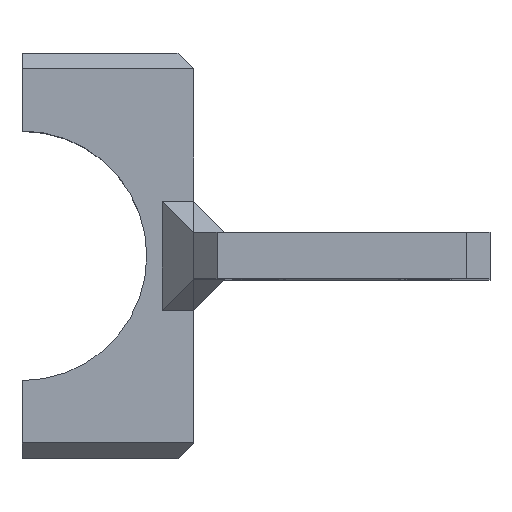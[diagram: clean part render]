
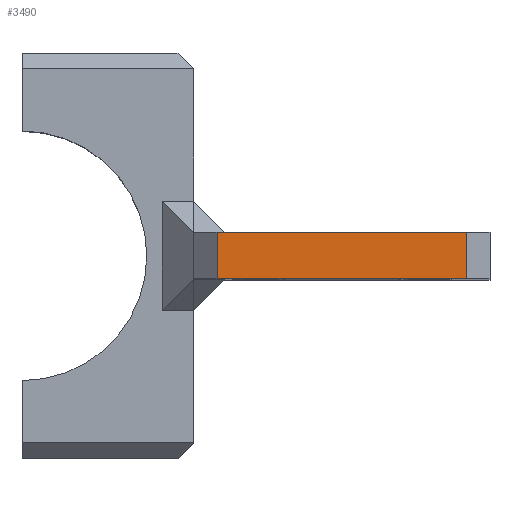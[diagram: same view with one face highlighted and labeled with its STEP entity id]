
A CAD part, top view. The second image highlights one B-rep face of the part: STEP entity #3490.
In plain terms, the highlighted planar face has unit normal (0, 0, 1).
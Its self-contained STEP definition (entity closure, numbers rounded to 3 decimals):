
#628 = PLANE('',#629);
#629 = AXIS2_PLACEMENT_3D('',#630,#631,#632);
#630 = CARTESIAN_POINT('',(22.,-3.,-62.));
#631 = DIRECTION('',(0.,1.,0.));
#632 = DIRECTION('',(0.,0.,1.));
#1795 = VERTEX_POINT('',#1796);
#1796 = CARTESIAN_POINT('',(25.,-3.,50.));
#1810 = PLANE('',#1811);
#1811 = AXIS2_PLACEMENT_3D('',#1812,#1813,#1814);
#1812 = CARTESIAN_POINT('',(23.5,-3.,48.5));
#1813 = DIRECTION('',(0.707,0.,-0.707));
#1814 = DIRECTION('',(0.,1.,0.));
#1822 = EDGE_CURVE('',#1795,#1823,#1825,.T.);
#1823 = VERTEX_POINT('',#1824);
#1824 = CARTESIAN_POINT('',(57.,-3.,50.));
#1825 = SURFACE_CURVE('',#1826,(#1830,#1837),.PCURVE_S1.);
#1826 = LINE('',#1827,#1828);
#1827 = CARTESIAN_POINT('',(22.,-3.,50.));
#1828 = VECTOR('',#1829,1.);
#1829 = DIRECTION('',(1.,0.,0.));
#1830 = PCURVE('',#628,#1831);
#1831 = DEFINITIONAL_REPRESENTATION('',(#1832),#1836);
#1832 = LINE('',#1833,#1834);
#1833 = CARTESIAN_POINT('',(112.,0.));
#1834 = VECTOR('',#1835,1.);
#1835 = DIRECTION('',(0.,1.));
#1836 = ( GEOMETRIC_REPRESENTATION_CONTEXT(2) 
PARAMETRIC_REPRESENTATION_CONTEXT() REPRESENTATION_CONTEXT('2D SPACE',''
  ) );
#1837 = PCURVE('',#1838,#1843);
#1838 = PLANE('',#1839);
#1839 = AXIS2_PLACEMENT_3D('',#1840,#1841,#1842);
#1840 = CARTESIAN_POINT('',(22.,-3.,50.));
#1841 = DIRECTION('',(0.,0.,1.));
#1842 = DIRECTION('',(1.,0.,0.));
#1843 = DEFINITIONAL_REPRESENTATION('',(#1844),#1848);
#1844 = LINE('',#1845,#1846);
#1845 = CARTESIAN_POINT('',(0.,0.));
#1846 = VECTOR('',#1847,1.);
#1847 = DIRECTION('',(1.,0.));
#1848 = ( GEOMETRIC_REPRESENTATION_CONTEXT(2) 
PARAMETRIC_REPRESENTATION_CONTEXT() REPRESENTATION_CONTEXT('2D SPACE',''
  ) );
#1866 = PLANE('',#1867);
#1867 = AXIS2_PLACEMENT_3D('',#1868,#1869,#1870);
#1868 = CARTESIAN_POINT('',(58.5,-3.,48.5));
#1869 = DIRECTION('',(0.707,0.,0.707));
#1870 = DIRECTION('',(0.,-1.,0.));
#2897 = PLANE('',#2898);
#2898 = AXIS2_PLACEMENT_3D('',#2899,#2900,#2901);
#2899 = CARTESIAN_POINT('',(22.,3.,-62.));
#2900 = DIRECTION('',(0.,1.,0.));
#2901 = DIRECTION('',(0.,0.,1.));
#3399 = VERTEX_POINT('',#3400);
#3400 = CARTESIAN_POINT('',(25.,3.,50.));
#3421 = EDGE_CURVE('',#1795,#3399,#3422,.T.);
#3422 = SURFACE_CURVE('',#3423,(#3427,#3434),.PCURVE_S1.);
#3423 = LINE('',#3424,#3425);
#3424 = CARTESIAN_POINT('',(25.,-3.,50.));
#3425 = VECTOR('',#3426,1.);
#3426 = DIRECTION('',(0.,1.,0.));
#3427 = PCURVE('',#1810,#3428);
#3428 = DEFINITIONAL_REPRESENTATION('',(#3429),#3433);
#3429 = LINE('',#3430,#3431);
#3430 = CARTESIAN_POINT('',(0.,2.121));
#3431 = VECTOR('',#3432,1.);
#3432 = DIRECTION('',(1.,0.));
#3433 = ( GEOMETRIC_REPRESENTATION_CONTEXT(2) 
PARAMETRIC_REPRESENTATION_CONTEXT() REPRESENTATION_CONTEXT('2D SPACE',''
  ) );
#3434 = PCURVE('',#1838,#3435);
#3435 = DEFINITIONAL_REPRESENTATION('',(#3436),#3440);
#3436 = LINE('',#3437,#3438);
#3437 = CARTESIAN_POINT('',(3.,0.));
#3438 = VECTOR('',#3439,1.);
#3439 = DIRECTION('',(0.,1.));
#3440 = ( GEOMETRIC_REPRESENTATION_CONTEXT(2) 
PARAMETRIC_REPRESENTATION_CONTEXT() REPRESENTATION_CONTEXT('2D SPACE',''
  ) );
#3490 = ADVANCED_FACE('',(#3491),#1838,.T.);
#3491 = FACE_BOUND('',#3492,.T.);
#3492 = EDGE_LOOP('',(#3493,#3516,#3517,#3518));
#3493 = ORIENTED_EDGE('',*,*,#3494,.F.);
#3494 = EDGE_CURVE('',#3399,#3495,#3497,.T.);
#3495 = VERTEX_POINT('',#3496);
#3496 = CARTESIAN_POINT('',(57.,3.,50.));
#3497 = SURFACE_CURVE('',#3498,(#3502,#3509),.PCURVE_S1.);
#3498 = LINE('',#3499,#3500);
#3499 = CARTESIAN_POINT('',(22.,3.,50.));
#3500 = VECTOR('',#3501,1.);
#3501 = DIRECTION('',(1.,0.,0.));
#3502 = PCURVE('',#1838,#3503);
#3503 = DEFINITIONAL_REPRESENTATION('',(#3504),#3508);
#3504 = LINE('',#3505,#3506);
#3505 = CARTESIAN_POINT('',(0.,6.));
#3506 = VECTOR('',#3507,1.);
#3507 = DIRECTION('',(1.,0.));
#3508 = ( GEOMETRIC_REPRESENTATION_CONTEXT(2) 
PARAMETRIC_REPRESENTATION_CONTEXT() REPRESENTATION_CONTEXT('2D SPACE',''
  ) );
#3509 = PCURVE('',#2897,#3510);
#3510 = DEFINITIONAL_REPRESENTATION('',(#3511),#3515);
#3511 = LINE('',#3512,#3513);
#3512 = CARTESIAN_POINT('',(112.,0.));
#3513 = VECTOR('',#3514,1.);
#3514 = DIRECTION('',(0.,1.));
#3515 = ( GEOMETRIC_REPRESENTATION_CONTEXT(2) 
PARAMETRIC_REPRESENTATION_CONTEXT() REPRESENTATION_CONTEXT('2D SPACE',''
  ) );
#3516 = ORIENTED_EDGE('',*,*,#3421,.F.);
#3517 = ORIENTED_EDGE('',*,*,#1822,.T.);
#3518 = ORIENTED_EDGE('',*,*,#3519,.T.);
#3519 = EDGE_CURVE('',#1823,#3495,#3520,.T.);
#3520 = SURFACE_CURVE('',#3521,(#3525,#3532),.PCURVE_S1.);
#3521 = LINE('',#3522,#3523);
#3522 = CARTESIAN_POINT('',(57.,-3.,50.));
#3523 = VECTOR('',#3524,1.);
#3524 = DIRECTION('',(0.,1.,0.));
#3525 = PCURVE('',#1838,#3526);
#3526 = DEFINITIONAL_REPRESENTATION('',(#3527),#3531);
#3527 = LINE('',#3528,#3529);
#3528 = CARTESIAN_POINT('',(35.,0.));
#3529 = VECTOR('',#3530,1.);
#3530 = DIRECTION('',(0.,1.));
#3531 = ( GEOMETRIC_REPRESENTATION_CONTEXT(2) 
PARAMETRIC_REPRESENTATION_CONTEXT() REPRESENTATION_CONTEXT('2D SPACE',''
  ) );
#3532 = PCURVE('',#1866,#3533);
#3533 = DEFINITIONAL_REPRESENTATION('',(#3534),#3538);
#3534 = LINE('',#3535,#3536);
#3535 = CARTESIAN_POINT('',(-0.,-2.121));
#3536 = VECTOR('',#3537,1.);
#3537 = DIRECTION('',(-1.,0.));
#3538 = ( GEOMETRIC_REPRESENTATION_CONTEXT(2) 
PARAMETRIC_REPRESENTATION_CONTEXT() REPRESENTATION_CONTEXT('2D SPACE',''
  ) );
